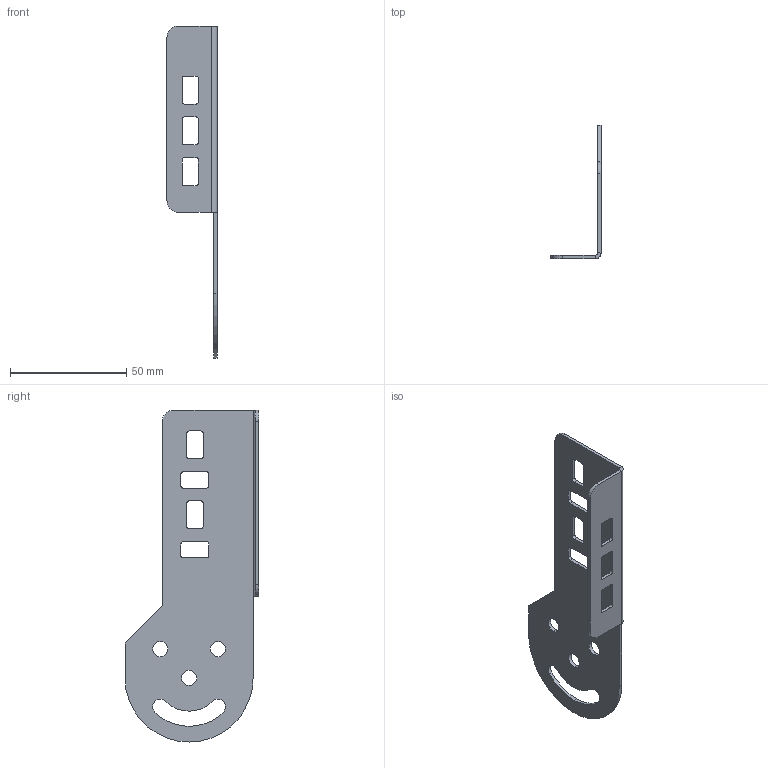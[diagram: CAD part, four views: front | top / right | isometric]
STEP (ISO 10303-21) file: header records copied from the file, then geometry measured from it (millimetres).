
FILE_DESCRIPTION (( 'STEP AP203' ), '1' );
FILE_NAME ('LE-SLH06-055 LESTA Ñîåäèíèòåëü øàðíèðí. ëåñòí. 55ìì IEK 2.STEP', '2023-03-23T06:42:52', ( '' ), ( '' ), 'SwSTEP 2.0', 'SolidWorks 2022', '' );
FILE_SCHEMA (( 'CONFIG_CONTROL_DESIGN' ));
Length unit declared in the file: millimetre
Products named in the file (1): LE-SLH06-055 LESTA Соединитель шарнирн. лестн. 55мм IEK 2
Bounding box: 21.5 x 57.5 x 142.5 mm (x, y, z)
Volume: 10307 mm3; surface area: 14927.2 mm2
Topology: 1 solids, 1 shells, 89 faces, 253 edges, 166 vertices
Faces by surface type: cylinder 47, plane 42
Entity records: 3038 total; most frequent: DIRECTION 527, CARTESIAN_POINT 509, ORIENTED_EDGE 506, EDGE_CURVE 253, AXIS2_PLACEMENT_3D 184, VERTEX_POINT 166, LINE 159, VECTOR 159
